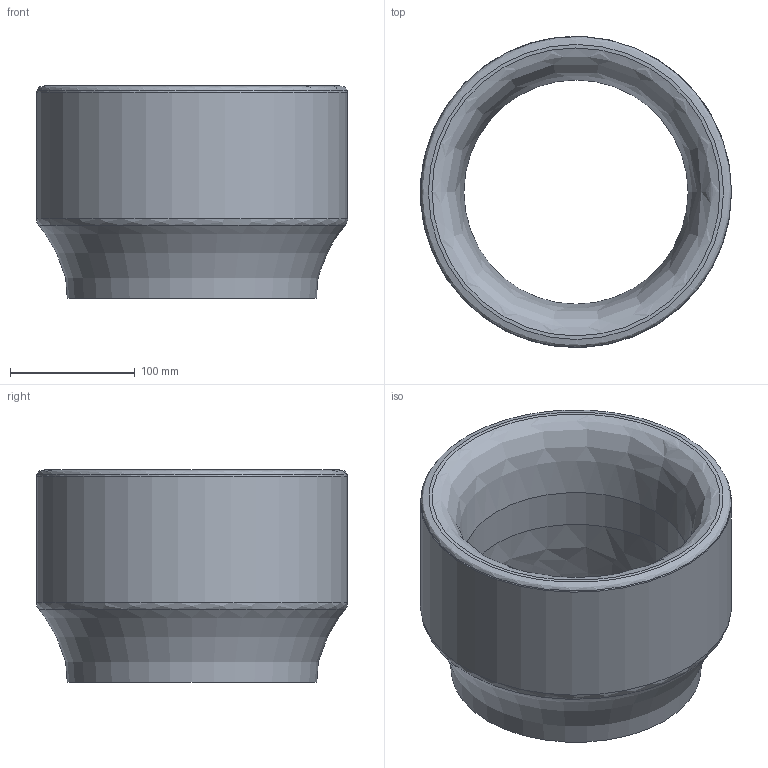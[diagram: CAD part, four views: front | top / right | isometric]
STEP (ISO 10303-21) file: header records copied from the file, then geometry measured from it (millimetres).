
FILE_DESCRIPTION(('FreeCAD Model'),'2;1');
FILE_NAME('Open CASCADE Shape Model','2023-06-16T17:09:29',(''),(''), 'Open CASCADE STEP processor 7.5','FreeCAD','Unknown');
FILE_SCHEMA(('AUTOMOTIVE_DESIGN { 1 0 10303 214 1 1 1 1 }'));
Length unit declared in the file: millimetre
Products named in the file (1): SHO-ATHENA-V164
Bounding box: 249.68 x 249.63 x 170.11 mm (x, y, z)
Volume: 2881152.5 mm3; surface area: 245198.7 mm2
Topology: 1 solids, 1 shells, 10 faces, 18 edges, 10 vertices
Faces by surface type: revolution 4, cylinder 2, bspline 2, plane 2
Full cylindrical faces by diameter (mm): 179.93 x1, 249.721 x1
Entity records: 778 total; most frequent: CARTESIAN_POINT 451, B_SPLINE_CURVE_WITH_KNOTS 40, ORIENTED_EDGE 36, PCURVE 36, DEFINITIONAL_REPRESENTATION 36, DIRECTION 32, EDGE_CURVE 18, FACE_BOUND 12
